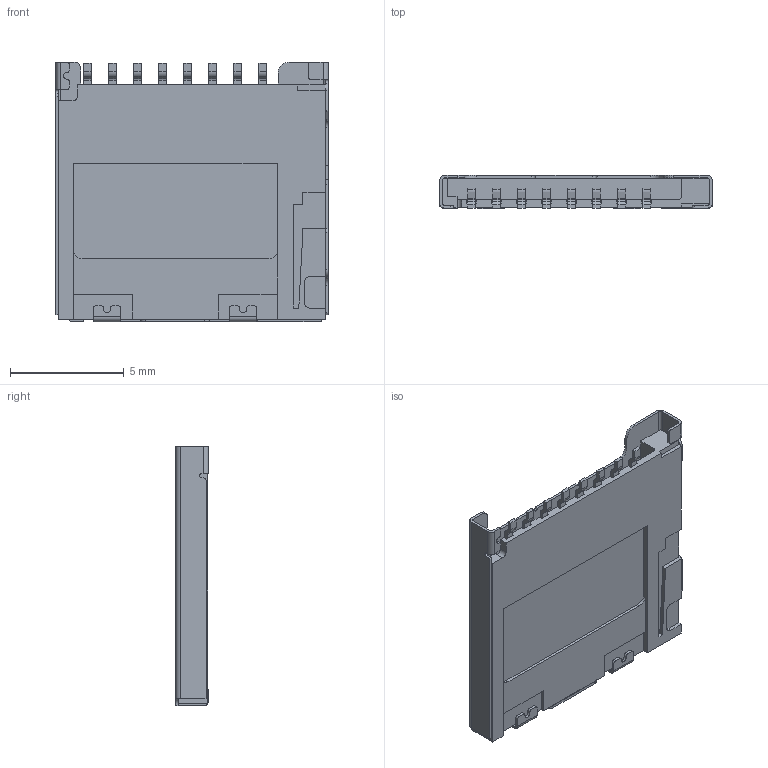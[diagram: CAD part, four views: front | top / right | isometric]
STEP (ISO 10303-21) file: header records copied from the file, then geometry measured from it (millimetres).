
FILE_DESCRIPTION(/* description */ (''),/* implementation_level */ '2;1');
FILE_NAME(/* name */ 'SD Card Slot_ RPi4ModelB_ipt_560b3926.STEP',/* time_stamp */ '2024-05-28T16:08:11+01:00',/* author */ ('rlndo'),/* organization */ (''),/* preprocessor_version */ 'ST-DEVELOPER v16.13',/* originating_system */ 'Autodesk Inventor 2018',/* authorisation */ '');
FILE_SCHEMA (('AUTOMOTIVE_DESIGN { 1 0 10303 214 3 1 1 }'));
Length unit declared in the file: millimetre
Products named in the file (1): SD Card Slot, RPi4ModelB
Bounding box: 11.95 x 1.45 x 11.4 mm (x, y, z)
Volume: 85.4 mm3; surface area: 690 mm2
Topology: 10 solids, 10 shells, 472 faces, 1354 edges, 902 vertices
Faces by surface type: plane 287, cylinder 185
Entity records: 15744 total; most frequent: CARTESIAN_POINT 2729, ORIENTED_EDGE 2708, DIRECTION 2671, EDGE_CURVE 1354, LINE 983, VECTOR 983, VERTEX_POINT 902, AXIS2_PLACEMENT_3D 844
